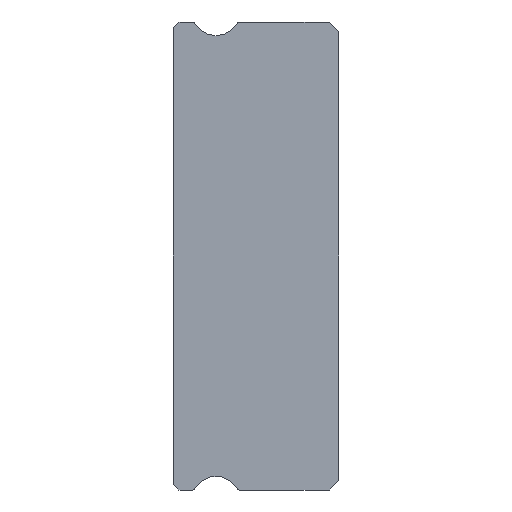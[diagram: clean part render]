
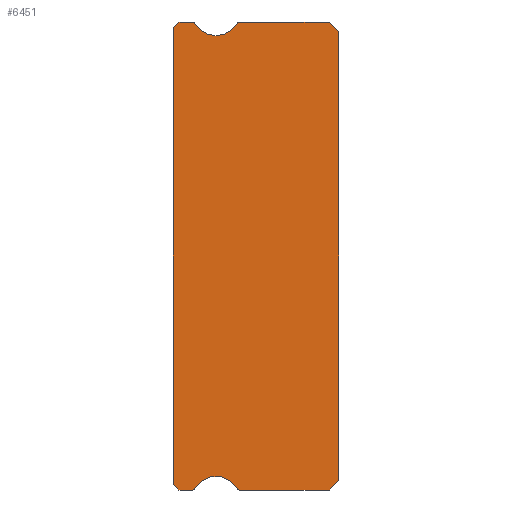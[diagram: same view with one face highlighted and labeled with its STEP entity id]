
A CAD part, left-side view. The second image highlights one B-rep face of the part: STEP entity #6451.
In plain terms, the highlighted planar face has unit normal (-1, 0, 0).
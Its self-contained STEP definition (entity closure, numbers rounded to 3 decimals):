
#60 = ORIENTED_EDGE ( 'NONE', *, *, #5481, .F. ) ;
#107 = VECTOR ( 'NONE', #2747, 1000. ) ;
#117 = CARTESIAN_POINT ( 'NONE',  ( -15., 5.088, -11.85 ) ) ;
#253 = VECTOR ( 'NONE', #2442, 1000. ) ;
#311 = ORIENTED_EDGE ( 'NONE', *, *, #2868, .F. ) ;
#328 = CARTESIAN_POINT ( 'NONE',  ( -15., 7.512, -12. ) ) ;
#407 = DIRECTION ( 'NONE',  ( 1., 0., 0. ) ) ;
#458 = AXIS2_PLACEMENT_3D ( 'NONE', #5871, #501, #3210 ) ;
#500 = ORIENTED_EDGE ( 'NONE', *, *, #3032, .F. ) ;
#501 = DIRECTION ( 'NONE',  ( -1., 0., 0. ) ) ;
#536 = ORIENTED_EDGE ( 'NONE', *, *, #2487, .F. ) ;
#637 = VERTEX_POINT ( 'NONE', #2332 ) ;
#687 = CARTESIAN_POINT ( 'NONE',  ( -15., 8.5, 11.7 ) ) ;
#705 = LINE ( 'NONE', #4399, #2093 ) ;
#822 = EDGE_CURVE ( 'NONE', #3278, #3811, #3818, .T. ) ;
#882 = EDGE_CURVE ( 'NONE', #6803, #6378, #1280, .T. ) ;
#923 = ORIENTED_EDGE ( 'NONE', *, *, #5145, .F. ) ;
#932 = EDGE_CURVE ( 'NONE', #6311, #4636, #2836, .T. ) ;
#975 = DIRECTION ( 'NONE',  ( 1., 0., 0. ) ) ;
#1013 = CARTESIAN_POINT ( 'NONE',  ( -15., 7.512, 11.85 ) ) ;
#1050 = LINE ( 'NONE', #6821, #107 ) ;
#1051 = CARTESIAN_POINT ( 'NONE',  ( -15., 0.5, 12. ) ) ;
#1280 = CIRCLE ( 'NONE', #2937, 1.25 ) ;
#1349 = EDGE_LOOP ( 'NONE', ( #311, #6785, #1430, #2379, #923, #5781, #60, #500, #6175, #5318, #1819, #4351, #2054, #536, #6367, #2265, #6586 ) ) ;
#1375 = CARTESIAN_POINT ( 'NONE',  ( -15., 8.2, 12. ) ) ;
#1430 = ORIENTED_EDGE ( 'NONE', *, *, #6768, .T. ) ;
#1485 = AXIS2_PLACEMENT_3D ( 'NONE', #1013, #975, #3571 ) ;
#1502 = VERTEX_POINT ( 'NONE', #4574 ) ;
#1516 = CARTESIAN_POINT ( 'NONE',  ( -15., 6.3, 12.55 ) ) ;
#1589 = CARTESIAN_POINT ( 'NONE',  ( -15., 8.5, 11.7 ) ) ;
#1595 = DIRECTION ( 'NONE',  ( -1., 0., 0. ) ) ;
#1686 = DIRECTION ( 'NONE',  ( 0., 0., -1. ) ) ;
#1773 = CIRCLE ( 'NONE', #458, 1.25 ) ;
#1819 = ORIENTED_EDGE ( 'NONE', *, *, #6414, .F. ) ;
#2054 = ORIENTED_EDGE ( 'NONE', *, *, #882, .F. ) ;
#2093 = VECTOR ( 'NONE', #6028, 1000. ) ;
#2132 = CARTESIAN_POINT ( 'NONE',  ( -15., 0.5, 12. ) ) ;
#2200 = DIRECTION ( 'NONE',  ( 0., 0.707, -0.707 ) ) ;
#2265 = ORIENTED_EDGE ( 'NONE', *, *, #5008, .T. ) ;
#2273 = VECTOR ( 'NONE', #5259, 1000. ) ;
#2304 = VERTEX_POINT ( 'NONE', #2547 ) ;
#2332 = CARTESIAN_POINT ( 'NONE',  ( -15., 5.217, -11.925 ) ) ;
#2379 = ORIENTED_EDGE ( 'NONE', *, *, #6086, .F. ) ;
#2442 = DIRECTION ( 'NONE',  ( 0., 1., 0. ) ) ;
#2487 = EDGE_CURVE ( 'NONE', #3811, #6803, #6262, .T. ) ;
#2496 = CARTESIAN_POINT ( 'NONE',  ( -15., 7.512, 12. ) ) ;
#2522 = VECTOR ( 'NONE', #3574, 1000. ) ;
#2526 = DIRECTION ( 'NONE',  ( 0., 0., -1. ) ) ;
#2547 = CARTESIAN_POINT ( 'NONE',  ( -15., 7.383, -11.925 ) ) ;
#2562 = VECTOR ( 'NONE', #2200, 1000. ) ;
#2710 = FACE_OUTER_BOUND ( 'NONE', #1349, .T. ) ;
#2743 = PLANE ( 'NONE',  #5500 ) ;
#2747 = DIRECTION ( 'NONE',  ( 0., 0., 1. ) ) ;
#2836 = LINE ( 'NONE', #3194, #2273 ) ;
#2868 = EDGE_CURVE ( 'NONE', #1502, #6824, #1050, .T. ) ;
#2937 = AXIS2_PLACEMENT_3D ( 'NONE', #1516, #5093, #5187 ) ;
#2946 = DIRECTION ( 'NONE',  ( 0., 0., -1. ) ) ;
#2969 = CARTESIAN_POINT ( 'NONE',  ( -15., 8.2, 12. ) ) ;
#3002 = CARTESIAN_POINT ( 'NONE',  ( -15., 7.512, -11.85 ) ) ;
#3017 = LINE ( 'NONE', #5126, #2522 ) ;
#3032 = EDGE_CURVE ( 'NONE', #6311, #5485, #705, .T. ) ;
#3071 = DIRECTION ( 'NONE',  ( 1., 0., 0. ) ) ;
#3124 = CIRCLE ( 'NONE', #4343, 0.15 ) ;
#3194 = CARTESIAN_POINT ( 'NONE',  ( -15., 0., 11.5 ) ) ;
#3210 = DIRECTION ( 'NONE',  ( 0., 0., -1. ) ) ;
#3215 = EDGE_CURVE ( 'NONE', #6378, #4403, #4542, .T. ) ;
#3278 = VERTEX_POINT ( 'NONE', #2496 ) ;
#3287 = AXIS2_PLACEMENT_3D ( 'NONE', #117, #3311, #5414 ) ;
#3298 = AXIS2_PLACEMENT_3D ( 'NONE', #5268, #1595, #4794 ) ;
#3301 = CARTESIAN_POINT ( 'NONE',  ( -15., 6.3, 11.3 ) ) ;
#3311 = DIRECTION ( 'NONE',  ( 1., 0., 0. ) ) ;
#3571 = DIRECTION ( 'NONE',  ( 0., 0., -1. ) ) ;
#3574 = DIRECTION ( 'NONE',  ( 0., -1., 0. ) ) ;
#3693 = LINE ( 'NONE', #2132, #4777 ) ;
#3721 = LINE ( 'NONE', #5764, #6389 ) ;
#3792 = DIRECTION ( 'NONE',  ( 0., -0.707, -0.707 ) ) ;
#3811 = VERTEX_POINT ( 'NONE', #6653 ) ;
#3818 = CIRCLE ( 'NONE', #1485, 0.15 ) ;
#3929 = EDGE_CURVE ( 'NONE', #1502, #4760, #3721, .T. ) ;
#4185 = CARTESIAN_POINT ( 'NONE',  ( -15., 7.512, -12. ) ) ;
#4331 = DIRECTION ( 'NONE',  ( 1., 0., 0. ) ) ;
#4343 = AXIS2_PLACEMENT_3D ( 'NONE', #3002, #407, #2526 ) ;
#4351 = ORIENTED_EDGE ( 'NONE', *, *, #3215, .F. ) ;
#4399 = CARTESIAN_POINT ( 'NONE',  ( -15., 0., -11.5 ) ) ;
#4403 = VERTEX_POINT ( 'NONE', #5506 ) ;
#4430 = VERTEX_POINT ( 'NONE', #4918 ) ;
#4542 = CIRCLE ( 'NONE', #4870, 0.15 ) ;
#4574 = CARTESIAN_POINT ( 'NONE',  ( -15., 8.5, -11.7 ) ) ;
#4606 = VECTOR ( 'NONE', #5892, 1000. ) ;
#4636 = VERTEX_POINT ( 'NONE', #6772 ) ;
#4684 = VERTEX_POINT ( 'NONE', #1375 ) ;
#4760 = VERTEX_POINT ( 'NONE', #5882 ) ;
#4777 = VECTOR ( 'NONE', #3792, 1000. ) ;
#4778 = LINE ( 'NONE', #5402, #4606 ) ;
#4794 = DIRECTION ( 'NONE',  ( 0., 0., -1. ) ) ;
#4843 = CARTESIAN_POINT ( 'NONE',  ( -15., 7.512, 11.85 ) ) ;
#4870 = AXIS2_PLACEMENT_3D ( 'NONE', #5118, #3071, #2946 ) ;
#4918 = CARTESIAN_POINT ( 'NONE',  ( -15., 5.088, -12. ) ) ;
#5005 = LINE ( 'NONE', #687, #2562 ) ;
#5008 = EDGE_CURVE ( 'NONE', #3278, #4684, #6177, .T. ) ;
#5069 = LINE ( 'NONE', #328, #253 ) ;
#5093 = DIRECTION ( 'NONE',  ( -1., 0., 0. ) ) ;
#5118 = CARTESIAN_POINT ( 'NONE',  ( -15., 5.088, 11.85 ) ) ;
#5126 = CARTESIAN_POINT ( 'NONE',  ( -15., 7.512, -12. ) ) ;
#5145 = EDGE_CURVE ( 'NONE', #637, #2304, #1773, .T. ) ;
#5187 = DIRECTION ( 'NONE',  ( 0., 0., -1. ) ) ;
#5215 = CARTESIAN_POINT ( 'NONE',  ( -15., 0., -11.5 ) ) ;
#5259 = DIRECTION ( 'NONE',  ( 0., 0., 1. ) ) ;
#5268 = CARTESIAN_POINT ( 'NONE',  ( -15., 6.3, 12.55 ) ) ;
#5318 = ORIENTED_EDGE ( 'NONE', *, *, #5750, .F. ) ;
#5327 = EDGE_CURVE ( 'NONE', #4684, #6824, #5005, .T. ) ;
#5381 = CIRCLE ( 'NONE', #3287, 0.15 ) ;
#5402 = CARTESIAN_POINT ( 'NONE',  ( -15., 7.512, 12. ) ) ;
#5414 = DIRECTION ( 'NONE',  ( 0., 0., -1. ) ) ;
#5481 = EDGE_CURVE ( 'NONE', #5485, #4430, #5069, .T. ) ;
#5485 = VERTEX_POINT ( 'NONE', #6646 ) ;
#5500 = AXIS2_PLACEMENT_3D ( 'NONE', #4843, #4331, #1686 ) ;
#5506 = CARTESIAN_POINT ( 'NONE',  ( -15., 5.088, 12. ) ) ;
#5750 = EDGE_CURVE ( 'NONE', #6831, #4636, #3693, .T. ) ;
#5764 = CARTESIAN_POINT ( 'NONE',  ( -15., 8.2, -12. ) ) ;
#5781 = ORIENTED_EDGE ( 'NONE', *, *, #6577, .F. ) ;
#5870 = VERTEX_POINT ( 'NONE', #4185 ) ;
#5871 = CARTESIAN_POINT ( 'NONE',  ( -15., 6.3, -12.55 ) ) ;
#5882 = CARTESIAN_POINT ( 'NONE',  ( -15., 8.2, -12. ) ) ;
#5892 = DIRECTION ( 'NONE',  ( 0., -1., 0. ) ) ;
#6028 = DIRECTION ( 'NONE',  ( 0., 0.707, -0.707 ) ) ;
#6086 = EDGE_CURVE ( 'NONE', #2304, #5870, #3124, .T. ) ;
#6175 = ORIENTED_EDGE ( 'NONE', *, *, #932, .T. ) ;
#6177 = LINE ( 'NONE', #2969, #6526 ) ;
#6262 = CIRCLE ( 'NONE', #3298, 1.25 ) ;
#6311 = VERTEX_POINT ( 'NONE', #5215 ) ;
#6367 = ORIENTED_EDGE ( 'NONE', *, *, #822, .F. ) ;
#6378 = VERTEX_POINT ( 'NONE', #6431 ) ;
#6389 = VECTOR ( 'NONE', #6793, 1000. ) ;
#6414 = EDGE_CURVE ( 'NONE', #4403, #6831, #4778, .T. ) ;
#6431 = CARTESIAN_POINT ( 'NONE',  ( -15., 5.217, 11.925 ) ) ;
#6451 = ADVANCED_FACE ( 'NONE', ( #2710 ), #2743, .F. ) ;
#6526 = VECTOR ( 'NONE', #6763, 1000. ) ;
#6577 = EDGE_CURVE ( 'NONE', #4430, #637, #5381, .T. ) ;
#6586 = ORIENTED_EDGE ( 'NONE', *, *, #5327, .T. ) ;
#6646 = CARTESIAN_POINT ( 'NONE',  ( -15., 0.5, -12. ) ) ;
#6653 = CARTESIAN_POINT ( 'NONE',  ( -15., 7.383, 11.925 ) ) ;
#6763 = DIRECTION ( 'NONE',  ( 0., 1., 0. ) ) ;
#6768 = EDGE_CURVE ( 'NONE', #4760, #5870, #3017, .T. ) ;
#6772 = CARTESIAN_POINT ( 'NONE',  ( -15., 0., 11.5 ) ) ;
#6785 = ORIENTED_EDGE ( 'NONE', *, *, #3929, .T. ) ;
#6793 = DIRECTION ( 'NONE',  ( 0., -0.707, -0.707 ) ) ;
#6803 = VERTEX_POINT ( 'NONE', #3301 ) ;
#6821 = CARTESIAN_POINT ( 'NONE',  ( -15., 8.5, 11.85 ) ) ;
#6824 = VERTEX_POINT ( 'NONE', #1589 ) ;
#6831 = VERTEX_POINT ( 'NONE', #1051 ) ;
